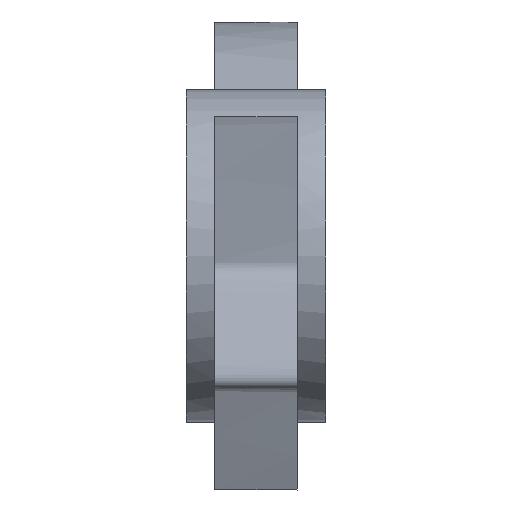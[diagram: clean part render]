
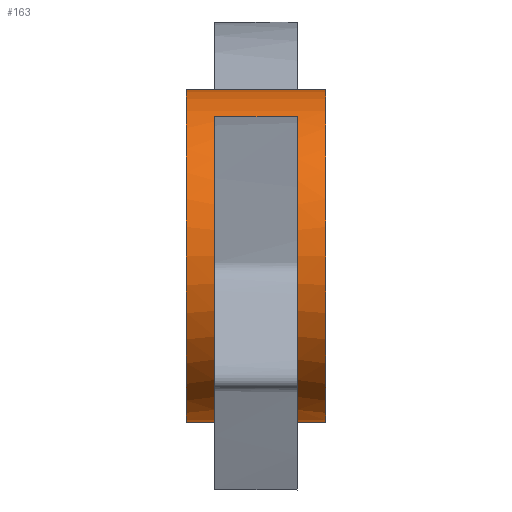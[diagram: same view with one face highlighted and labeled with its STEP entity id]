
A CAD part, left-side view. The second image highlights one B-rep face of the part: STEP entity #163.
In plain terms, the highlighted cylindrical face has radius 8.1 mm (diameter 16.2 mm), a full revolution.
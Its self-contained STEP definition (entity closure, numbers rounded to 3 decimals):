
#15=FACE_BOUND('',#54,.T.);
#19=CYLINDRICAL_SURFACE('',#193,8.1);
#20=LINE('',#384,#27);
#21=LINE('',#431,#28);
#22=LINE('',#576,#29);
#23=LINE('',#623,#30);
#25=LINE('',#637,#32);
#26=LINE('',#639,#33);
#27=VECTOR('',#204,10.);
#28=VECTOR('',#205,10.);
#29=VECTOR('',#216,10.);
#30=VECTOR('',#217,10.);
#32=VECTOR('',#235,8.1);
#33=VECTOR('',#236,8.1);
#43=FACE_OUTER_BOUND('',#53,.T.);
#53=EDGE_LOOP('',(#130,#131,#132,#133,#134,#135,#136,#137,#138,#139,#140,
#141));
#54=EDGE_LOOP('',(#142,#143,#144,#145));
#63=CIRCLE('',#181,8.1);
#64=CIRCLE('',#183,8.1);
#65=CIRCLE('',#185,8.1);
#66=CIRCLE('',#186,8.1);
#67=CIRCLE('',#188,8.1);
#68=CIRCLE('',#189,8.1);
#71=CIRCLE('',#194,8.1);
#72=CIRCLE('',#195,8.1);
#73=VERTEX_POINT('',#245);
#74=VERTEX_POINT('',#246);
#75=VERTEX_POINT('',#383);
#76=VERTEX_POINT('',#385);
#77=VERTEX_POINT('',#435);
#78=VERTEX_POINT('',#436);
#79=VERTEX_POINT('',#438);
#80=VERTEX_POINT('',#575);
#81=VERTEX_POINT('',#577);
#82=VERTEX_POINT('',#625);
#85=VERTEX_POINT('',#635);
#86=VERTEX_POINT('',#638);
#87=EDGE_CURVE('',#73,#74,#63,.T.);
#89=EDGE_CURVE('',#75,#73,#20,.T.);
#91=EDGE_CURVE('',#74,#76,#21,.T.);
#92=EDGE_CURVE('',#76,#75,#64,.T.);
#93=EDGE_CURVE('',#77,#78,#65,.T.);
#95=EDGE_CURVE('',#78,#79,#66,.T.);
#96=EDGE_CURVE('',#80,#77,#22,.T.);
#98=EDGE_CURVE('',#79,#81,#23,.T.);
#99=EDGE_CURVE('',#81,#82,#67,.T.);
#100=EDGE_CURVE('',#82,#80,#68,.T.);
#104=EDGE_CURVE('',#85,#85,#71,.T.);
#105=EDGE_CURVE('',#85,#82,#25,.T.);
#106=EDGE_CURVE('',#78,#86,#26,.T.);
#107=EDGE_CURVE('',#86,#86,#72,.T.);
#130=ORIENTED_EDGE('',*,*,#104,.F.);
#131=ORIENTED_EDGE('',*,*,#105,.T.);
#132=ORIENTED_EDGE('',*,*,#100,.T.);
#133=ORIENTED_EDGE('',*,*,#96,.T.);
#134=ORIENTED_EDGE('',*,*,#93,.T.);
#135=ORIENTED_EDGE('',*,*,#106,.T.);
#136=ORIENTED_EDGE('',*,*,#107,.T.);
#137=ORIENTED_EDGE('',*,*,#106,.F.);
#138=ORIENTED_EDGE('',*,*,#95,.T.);
#139=ORIENTED_EDGE('',*,*,#98,.T.);
#140=ORIENTED_EDGE('',*,*,#99,.T.);
#141=ORIENTED_EDGE('',*,*,#105,.F.);
#142=ORIENTED_EDGE('',*,*,#87,.T.);
#143=ORIENTED_EDGE('',*,*,#91,.T.);
#144=ORIENTED_EDGE('',*,*,#92,.T.);
#145=ORIENTED_EDGE('',*,*,#89,.T.);
#163=ADVANCED_FACE('',(#43,#15),#19,.T.);
#181=AXIS2_PLACEMENT_3D('',#247,#202,#203);
#183=AXIS2_PLACEMENT_3D('',#433,#208,#209);
#185=AXIS2_PLACEMENT_3D('',#437,#212,#213);
#186=AXIS2_PLACEMENT_3D('',#484,#214,#215);
#188=AXIS2_PLACEMENT_3D('',#626,#220,#221);
#189=AXIS2_PLACEMENT_3D('',#627,#222,#223);
#193=AXIS2_PLACEMENT_3D('',#634,#231,#232);
#194=AXIS2_PLACEMENT_3D('',#636,#233,#234);
#195=AXIS2_PLACEMENT_3D('',#640,#237,#238);
#202=DIRECTION('center_axis',(0.,-1.,0.));
#203=DIRECTION('ref_axis',(1.,0.,0.));
#204=DIRECTION('',(0.,-1.,0.));
#205=DIRECTION('',(0.,1.,0.));
#208=DIRECTION('center_axis',(0.,1.,0.));
#209=DIRECTION('ref_axis',(1.,0.,0.));
#212=DIRECTION('center_axis',(0.,-1.,0.));
#213=DIRECTION('ref_axis',(1.,0.,0.));
#214=DIRECTION('center_axis',(0.,-1.,0.));
#215=DIRECTION('ref_axis',(1.,0.,0.));
#216=DIRECTION('',(0.,-1.,0.));
#217=DIRECTION('',(0.,1.,0.));
#220=DIRECTION('center_axis',(0.,1.,0.));
#221=DIRECTION('ref_axis',(1.,0.,0.));
#222=DIRECTION('center_axis',(0.,1.,0.));
#223=DIRECTION('ref_axis',(1.,0.,0.));
#231=DIRECTION('center_axis',(0.,1.,0.));
#232=DIRECTION('ref_axis',(1.,0.,0.));
#233=DIRECTION('center_axis',(0.,1.,0.));
#234=DIRECTION('ref_axis',(1.,0.,0.));
#235=DIRECTION('',(0.,-1.,0.));
#236=DIRECTION('',(0.,-1.,0.));
#237=DIRECTION('center_axis',(0.,1.,0.));
#238=DIRECTION('ref_axis',(1.,0.,0.));
#245=CARTESIAN_POINT('',(4.797,1.375,-6.526));
#246=CARTESIAN_POINT('',(3.135,1.375,7.469));
#247=CARTESIAN_POINT('Origin',(0.,1.375,0.));
#383=CARTESIAN_POINT('',(4.797,5.375,-6.526));
#384=CARTESIAN_POINT('',(4.797,3.375,-6.526));
#385=CARTESIAN_POINT('',(3.135,5.375,7.469));
#431=CARTESIAN_POINT('',(3.135,3.375,7.469));
#433=CARTESIAN_POINT('Origin',(0.,5.375,0.));
#435=CARTESIAN_POINT('',(-4.797,1.375,6.526));
#436=CARTESIAN_POINT('',(-8.1,1.375,0.));
#437=CARTESIAN_POINT('Origin',(0.,1.375,0.));
#438=CARTESIAN_POINT('',(-3.135,1.375,-7.469));
#484=CARTESIAN_POINT('Origin',(0.,1.375,0.));
#575=CARTESIAN_POINT('',(-4.797,5.375,6.526));
#576=CARTESIAN_POINT('',(-4.797,3.375,6.526));
#577=CARTESIAN_POINT('',(-3.135,5.375,-7.469));
#623=CARTESIAN_POINT('',(-3.135,3.375,-7.469));
#625=CARTESIAN_POINT('',(-8.1,5.375,0.));
#626=CARTESIAN_POINT('Origin',(0.,5.375,0.));
#627=CARTESIAN_POINT('Origin',(0.,5.375,0.));
#634=CARTESIAN_POINT('Origin',(0.,0.,0.));
#635=CARTESIAN_POINT('',(-8.1,6.75,0.));
#636=CARTESIAN_POINT('Origin',(0.,6.75,0.));
#637=CARTESIAN_POINT('',(-8.1,0.,0.));
#638=CARTESIAN_POINT('',(-8.1,0.,0.));
#639=CARTESIAN_POINT('',(-8.1,0.,0.));
#640=CARTESIAN_POINT('Origin',(0.,0.,0.));
